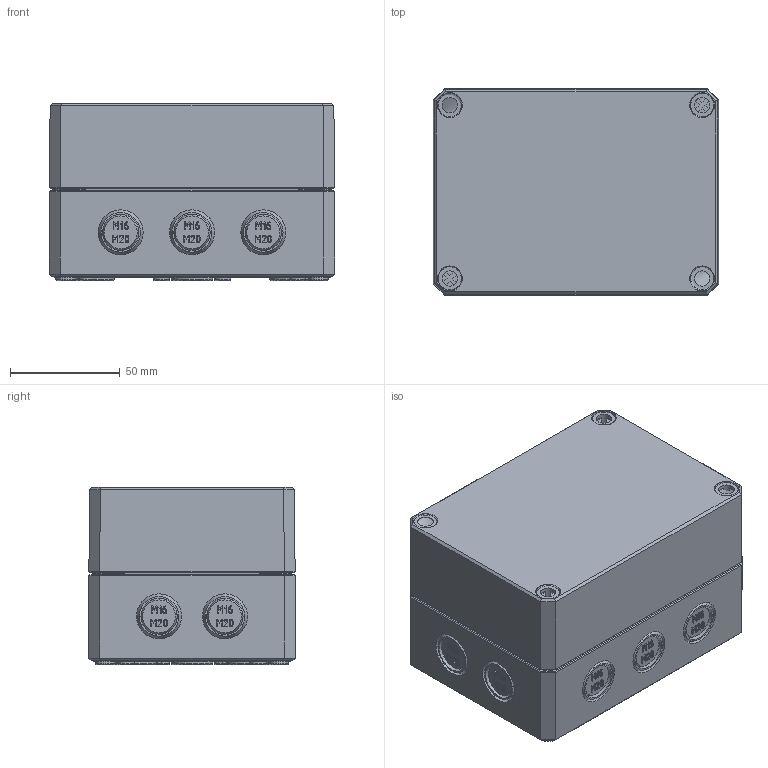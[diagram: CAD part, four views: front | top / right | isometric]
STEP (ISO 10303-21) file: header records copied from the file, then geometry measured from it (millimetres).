
FILE_DESCRIPTION(/* description */ (''),/* implementation_level */ '2;1');
FILE_NAME(/* name */ '0904103980 MBI 130908 MK.stp',/* time_stamp */ '2020-12-16T11:28:33+01:00',/* author */ ('alexander.rose'),/* organization */ (''),/* preprocessor_version */ 'ST-DEVELOPER v17.2',/* originating_system */ 'Autodesk Inventor 2019',/* authorisation */ '');
FILE_SCHEMA (('AUTOMOTIVE_DESIGN { 1 0 10303 214 3 1 1 }'));
Products named in the file (5): 0904103980 MBI 130908 H MK; 0902103962-UT_130942 - KO - Index01; 0903103981-OT_130939 Klar; Schraube _ M10 x 58 _ MBTK -; Dichtung_1309xx
Assembly tree (7 placements, depth 2):
  0904103980 MBI 130908 H MK
    0902103962-UT_130942 - KO - Index01
    0903103981-OT_130939 Klar
    Schraube _ M10 x 58 _ MBTK -  x4
    Dichtung_1309xx
Bounding box: 130 x 94 x 80.8 mm (x, y, z)
Volume: 204332.4 mm3; surface area: 146137 mm2
Topology: 7 solids, 7 shells, 3562 faces, 9131 edges, 5854 vertices
Faces by surface type: plane 1499, bspline 1197, cylinder 354, torus 276, cone 212, sphere 24
Full cylindrical faces by diameter (mm): 4.5 x4, 5 x4, 5.8 x8, 6 x2, 7 x4, 8.376 x4, 10.5 x4
Entity records: 106323 total; most frequent: CARTESIAN_POINT 33621, ORIENTED_EDGE 16764, DIRECTION 11820, EDGE_CURVE 8382, VERTEX_POINT 5365, LINE 4434, VECTOR 4434, AXIS2_PLACEMENT_3D 3693
